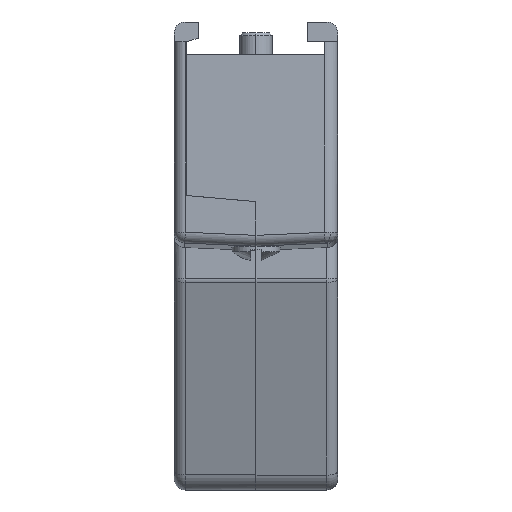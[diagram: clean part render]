
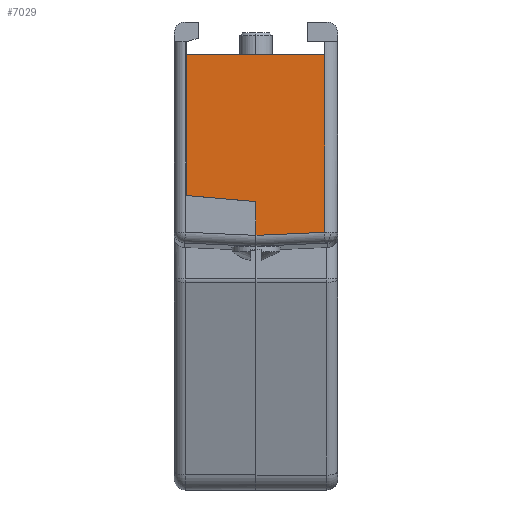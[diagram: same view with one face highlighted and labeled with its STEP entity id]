
A CAD part, left-side view. The second image highlights one B-rep face of the part: STEP entity #7029.
In plain terms, the highlighted planar face has unit normal (-1, 0, 0).
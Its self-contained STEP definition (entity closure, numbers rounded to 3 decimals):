
#17 = ORIENTED_EDGE ( 'NONE', *, *, #14430, .F. ) ;
#403 = ORIENTED_EDGE ( 'NONE', *, *, #19350, .F. ) ;
#596 = CARTESIAN_POINT ( 'NONE',  ( -26.75, 1.2, -19.325 ) ) ;
#855 = DIRECTION ( 'NONE',  ( 0., -0.999, 0.044 ) ) ;
#965 = VERTEX_POINT ( 'NONE', #7096 ) ;
#1432 = DIRECTION ( 'NONE',  ( 0., 0., 1. ) ) ;
#1493 = ORIENTED_EDGE ( 'NONE', *, *, #2462, .T. ) ;
#1612 = VECTOR ( 'NONE', #855, 1000. ) ;
#2050 = VECTOR ( 'NONE', #1432, 1000. ) ;
#2462 = EDGE_CURVE ( 'NONE', #6297, #965, #24431, .T. ) ;
#2554 = FACE_OUTER_BOUND ( 'NONE', #8489, .T. ) ;
#2675 = DIRECTION ( 'NONE',  ( 0., 0., 1. ) ) ;
#3110 = AXIS2_PLACEMENT_3D ( 'NONE', #10898, #20317, #2675 ) ;
#4058 = CARTESIAN_POINT ( 'NONE',  ( -26.75, 13.85, -15.944 ) ) ;
#4983 = DIRECTION ( 'NONE',  ( 0., -0.996, -0.087 ) ) ;
#5095 = CARTESIAN_POINT ( 'NONE',  ( -26.75, 8.524, -19.646 ) ) ;
#5328 = CARTESIAN_POINT ( 'NONE',  ( -26.75, 1.2, -3. ) ) ;
#5598 = DIRECTION ( 'NONE',  ( 0., 0., 1. ) ) ;
#6044 = VECTOR ( 'NONE', #4983, 1000. ) ;
#6297 = VERTEX_POINT ( 'NONE', #5328 ) ;
#7029 = ADVANCED_FACE ( 'NONE', ( #2554 ), #12592, .T. ) ;
#7060 = VERTEX_POINT ( 'NONE', #596 ) ;
#7096 = CARTESIAN_POINT ( 'NONE',  ( -26.75, 13.85, -3. ) ) ;
#7661 = LINE ( 'NONE', #19387, #20836 ) ;
#8489 = EDGE_LOOP ( 'NONE', ( #17, #23117, #16382, #1493, #403, #14613 ) ) ;
#9277 = VERTEX_POINT ( 'NONE', #10566 ) ;
#9416 = LINE ( 'NONE', #10833, #2050 ) ;
#10566 = CARTESIAN_POINT ( 'NONE',  ( -26.75, 7.5, -16.5 ) ) ;
#10833 = CARTESIAN_POINT ( 'NONE',  ( -26.75, 7.5, -43. ) ) ;
#10898 = CARTESIAN_POINT ( 'NONE',  ( -26.75, 7.5, -43. ) ) ;
#11052 = DIRECTION ( 'NONE',  ( 0., 0., 1. ) ) ;
#12592 = PLANE ( 'NONE',  #3110 ) ;
#12620 = VERTEX_POINT ( 'NONE', #4058 ) ;
#14207 = EDGE_CURVE ( 'NONE', #20304, #7060, #18889, .T. ) ;
#14430 = EDGE_CURVE ( 'NONE', #20304, #9277, #9416, .T. ) ;
#14530 = LINE ( 'NONE', #16327, #6044 ) ;
#14613 = ORIENTED_EDGE ( 'NONE', *, *, #23773, .T. ) ;
#14662 = CARTESIAN_POINT ( 'NONE',  ( -26.75, 1.2, -3. ) ) ;
#14992 = VECTOR ( 'NONE', #24692, 1000. ) ;
#16327 = CARTESIAN_POINT ( 'NONE',  ( -26.75, 5.199, -16.701 ) ) ;
#16382 = ORIENTED_EDGE ( 'NONE', *, *, #19956, .T. ) ;
#16846 = LINE ( 'NONE', #18408, #18337 ) ;
#18337 = VECTOR ( 'NONE', #11052, 1000. ) ;
#18408 = CARTESIAN_POINT ( 'NONE',  ( -26.75, 13.85, -3. ) ) ;
#18889 = LINE ( 'NONE', #5095, #1612 ) ;
#19350 = EDGE_CURVE ( 'NONE', #12620, #965, #16846, .T. ) ;
#19387 = CARTESIAN_POINT ( 'NONE',  ( -26.75, 1.2, -43. ) ) ;
#19956 = EDGE_CURVE ( 'NONE', #7060, #6297, #7661, .T. ) ;
#20304 = VERTEX_POINT ( 'NONE', #20657 ) ;
#20317 = DIRECTION ( 'NONE',  ( -1., 0., 0. ) ) ;
#20657 = CARTESIAN_POINT ( 'NONE',  ( -26.75, 7.5, -19.602 ) ) ;
#20836 = VECTOR ( 'NONE', #5598, 1000. ) ;
#23117 = ORIENTED_EDGE ( 'NONE', *, *, #14207, .T. ) ;
#23773 = EDGE_CURVE ( 'NONE', #12620, #9277, #14530, .T. ) ;
#24431 = LINE ( 'NONE', #14662, #14992 ) ;
#24692 = DIRECTION ( 'NONE',  ( 0., 1., 0. ) ) ;
